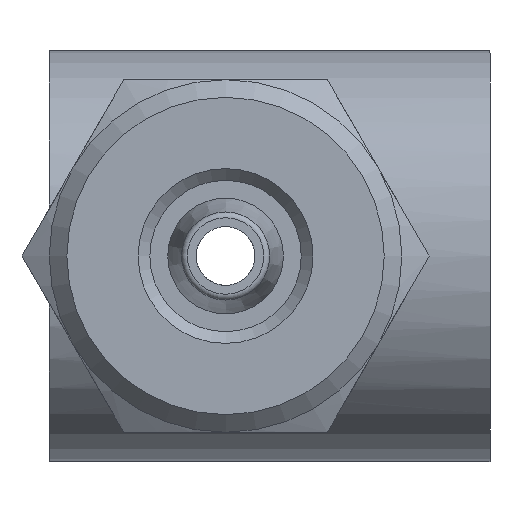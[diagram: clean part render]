
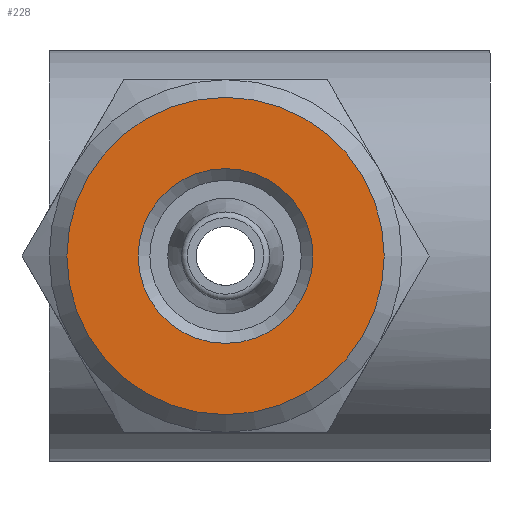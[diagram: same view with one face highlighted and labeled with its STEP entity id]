
A CAD part, left-side view. The second image highlights one B-rep face of the part: STEP entity #228.
In plain terms, the highlighted planar face has unit normal (-1, 0, 0).
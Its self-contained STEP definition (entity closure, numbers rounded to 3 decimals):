
#228 = ADVANCED_FACE( 'NONE', ( #500, #501 ), #502, .T. );
#500 = FACE_OUTER_BOUND( '', #1287, .T. );
#501 = FACE_BOUND( '', #1288, .T. );
#502 = PLANE( '', #1289 );
#1287 = EDGE_LOOP( '', ( #1778 ) );
#1288 = EDGE_LOOP( '', ( #1779 ) );
#1289 = AXIS2_PLACEMENT_3D( '', #1780, #1781, #1782 );
#1778 = ORIENTED_EDGE( '', *, *, #1837, .F. );
#1779 = ORIENTED_EDGE( '', *, *, #1955, .T. );
#1780 = CARTESIAN_POINT( '', ( -23.352, 5.4, 0. ) );
#1781 = DIRECTION( '', ( -1., 0., 0. ) );
#1782 = DIRECTION( '', ( 0., 0., 1. ) );
#1837 = EDGE_CURVE( 'NONE', #2036, #2036, #2037, .T. );
#1955 = EDGE_CURVE( 'NONE', #2226, #2226, #2227, .T. );
#2036 = VERTEX_POINT( '', #2328 );
#2037 = CIRCLE( '', #2329, 5.4 );
#2226 = VERTEX_POINT( '', #2837 );
#2227 = CIRCLE( '', #2838, 2.975 );
#2328 = CARTESIAN_POINT( '', ( -23.352, 0., -5.4 ) );
#2329 = AXIS2_PLACEMENT_3D( '', #3103, #3104, #3105 );
#2837 = CARTESIAN_POINT( '', ( -23.352, 0., -2.975 ) );
#2838 = AXIS2_PLACEMENT_3D( '', #3223, #3224, #3225 );
#3103 = CARTESIAN_POINT( '', ( -23.352, 0., 0. ) );
#3104 = DIRECTION( '', ( 1., 0., 0. ) );
#3105 = DIRECTION( '', ( 0., 0., -1. ) );
#3223 = CARTESIAN_POINT( '', ( -23.352, 0., 0. ) );
#3224 = DIRECTION( '', ( 1., 0., 0. ) );
#3225 = DIRECTION( '', ( 0., 0., -1. ) );
